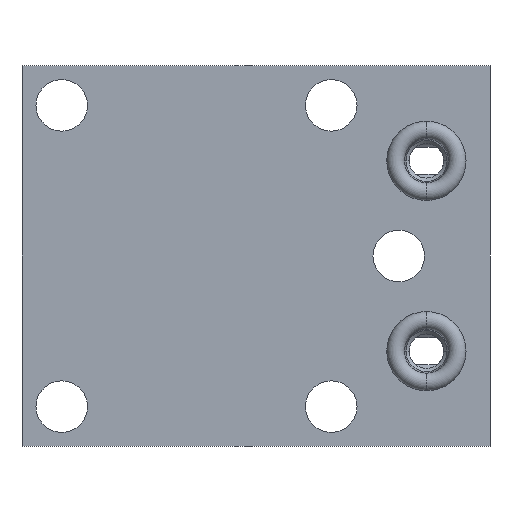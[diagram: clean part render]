
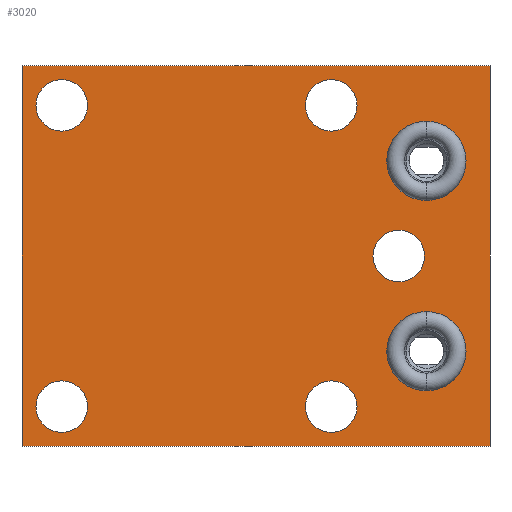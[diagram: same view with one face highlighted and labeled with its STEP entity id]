
A CAD part, left-side view. The second image highlights one B-rep face of the part: STEP entity #3020.
In plain terms, the highlighted planar face has unit normal (-1, 0, 0).
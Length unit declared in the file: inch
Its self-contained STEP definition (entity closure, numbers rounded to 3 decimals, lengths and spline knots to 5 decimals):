
#899=DIRECTION('',(0.,-1.,0.));
#900=VECTOR('',#899,3.688);
#901=CARTESIAN_POINT('',(-1.5,1.375,1.5));
#902=LINE('',#901,#900);
#906=DIRECTION('',(0.,0.,-1.));
#907=VECTOR('',#906,3.);
#908=CARTESIAN_POINT('',(-1.5,-2.313,1.5));
#909=LINE('',#908,#907);
#913=DIRECTION('',(0.,1.,0.));
#914=VECTOR('',#913,3.688);
#915=CARTESIAN_POINT('',(-1.5,-2.313,-1.5));
#916=LINE('',#915,#914);
#920=DIRECTION('',(0.,0.,1.));
#921=VECTOR('',#920,3.);
#922=CARTESIAN_POINT('',(-1.5,1.375,-1.5));
#923=LINE('',#922,#921);
#927=CARTESIAN_POINT('',(-1.5,1.062,1.187));
#928=DIRECTION('',(-1.,0.,0.));
#929=DIRECTION('',(0.,-1.,0.));
#930=AXIS2_PLACEMENT_3D('',#927,#928,#929);
#935=CARTESIAN_POINT('',(-1.5,1.062,1.187));
#936=DIRECTION('',(-1.,0.,0.));
#937=DIRECTION('',(0.,1.,0.));
#938=AXIS2_PLACEMENT_3D('',#935,#936,#937);
#943=CARTESIAN_POINT('',(-1.5,1.062,-1.187));
#944=DIRECTION('',(-1.,0.,0.));
#945=DIRECTION('',(0.,-1.,0.));
#946=AXIS2_PLACEMENT_3D('',#943,#944,#945);
#951=CARTESIAN_POINT('',(-1.5,1.062,-1.187));
#952=DIRECTION('',(-1.,0.,0.));
#953=DIRECTION('',(0.,1.,0.));
#954=AXIS2_PLACEMENT_3D('',#951,#952,#953);
#959=CARTESIAN_POINT('',(-1.5,-1.062,1.187));
#960=DIRECTION('',(-1.,0.,0.));
#961=DIRECTION('',(0.,-1.,0.));
#962=AXIS2_PLACEMENT_3D('',#959,#960,#961);
#967=CARTESIAN_POINT('',(-1.5,-1.062,1.187));
#968=DIRECTION('',(-1.,0.,0.));
#969=DIRECTION('',(0.,1.,0.));
#970=AXIS2_PLACEMENT_3D('',#967,#968,#969);
#975=CARTESIAN_POINT('',(-1.5,-1.062,-1.187));
#976=DIRECTION('',(-1.,0.,0.));
#977=DIRECTION('',(0.,-1.,0.));
#978=AXIS2_PLACEMENT_3D('',#975,#976,#977);
#983=CARTESIAN_POINT('',(-1.5,-1.062,-1.187));
#984=DIRECTION('',(-1.,0.,0.));
#985=DIRECTION('',(0.,1.,0.));
#986=AXIS2_PLACEMENT_3D('',#983,#984,#985);
#991=CARTESIAN_POINT('',(-1.5,-1.594,0.));
#992=DIRECTION('',(-1.,0.,0.));
#993=DIRECTION('',(0.,-1.,0.));
#994=AXIS2_PLACEMENT_3D('',#991,#992,#993);
#999=CARTESIAN_POINT('',(-1.5,-1.594,0.));
#1000=DIRECTION('',(-1.,0.,0.));
#1001=DIRECTION('',(0.,1.,0.));
#1002=AXIS2_PLACEMENT_3D('',#999,#1000,#1001);
#1007=CARTESIAN_POINT('',(-1.5,-1.812,0.75));
#1008=DIRECTION('',(1.,0.,0.));
#1009=DIRECTION('',(0.,1.,0.));
#1010=AXIS2_PLACEMENT_3D('',#1007,#1008,#1009);
#1015=CARTESIAN_POINT('',(-1.5,-1.812,0.75));
#1016=DIRECTION('',(1.,0.,0.));
#1017=DIRECTION('',(0.,-1.,0.));
#1018=AXIS2_PLACEMENT_3D('',#1015,#1016,#1017);
#1023=CARTESIAN_POINT('',(-1.5,-1.812,-0.75));
#1024=DIRECTION('',(1.,0.,0.));
#1025=DIRECTION('',(0.,1.,0.));
#1026=AXIS2_PLACEMENT_3D('',#1023,#1024,#1025);
#1031=CARTESIAN_POINT('',(-1.5,-1.812,-0.75));
#1032=DIRECTION('',(1.,0.,0.));
#1033=DIRECTION('',(0.,-1.,0.));
#1034=AXIS2_PLACEMENT_3D('',#1031,#1032,#1033);
#1974=CARTESIAN_POINT('',(-1.5,1.375,1.5));
#1975=CARTESIAN_POINT('',(-1.5,-2.313,1.5));
#1976=VERTEX_POINT('',#1974);
#1977=VERTEX_POINT('',#1975);
#1978=CARTESIAN_POINT('',(-1.5,-2.313,-1.5));
#1979=VERTEX_POINT('',#1978);
#1980=CARTESIAN_POINT('',(-1.5,1.375,-1.5));
#1981=VERTEX_POINT('',#1980);
#2002=CARTESIAN_POINT('',(-1.5,0.859,1.187));
#2003=CARTESIAN_POINT('',(-1.5,1.265,1.187));
#2004=VERTEX_POINT('',#2002);
#2005=VERTEX_POINT('',#2003);
#2014=CARTESIAN_POINT('',(-1.5,-1.4995,0.75));
#2015=CARTESIAN_POINT('',(-1.5,-2.1245,0.75));
#2016=VERTEX_POINT('',#2014);
#2017=VERTEX_POINT('',#2015);
#2034=CARTESIAN_POINT('',(-1.5,-1.4995,-0.75));
#2035=CARTESIAN_POINT('',(-1.5,-2.1245,-0.75));
#2036=VERTEX_POINT('',#2034);
#2037=VERTEX_POINT('',#2035);
#2168=CARTESIAN_POINT('',(-1.5,0.859,-1.187));
#2169=CARTESIAN_POINT('',(-1.5,1.265,-1.187));
#2170=VERTEX_POINT('',#2168);
#2171=VERTEX_POINT('',#2169);
#2176=CARTESIAN_POINT('',(-1.5,-1.265,1.187));
#2177=CARTESIAN_POINT('',(-1.5,-0.859,1.187));
#2178=VERTEX_POINT('',#2176);
#2179=VERTEX_POINT('',#2177);
#2184=CARTESIAN_POINT('',(-1.5,-1.265,-1.187));
#2185=CARTESIAN_POINT('',(-1.5,-0.859,-1.187));
#2186=VERTEX_POINT('',#2184);
#2187=VERTEX_POINT('',#2185);
#2192=CARTESIAN_POINT('',(-1.5,-1.797,0.));
#2193=CARTESIAN_POINT('',(-1.5,-1.391,0.));
#2194=VERTEX_POINT('',#2192);
#2195=VERTEX_POINT('',#2193);
#2965=CARTESIAN_POINT('',(-1.5,0.,0.));
#2966=DIRECTION('',(1.,0.,0.));
#2967=DIRECTION('',(0.,0.,-1.));
#2968=AXIS2_PLACEMENT_3D('',#2965,#2966,#2967);
#2969=PLANE('',#2968);
#2970=ORIENTED_EDGE('',*,*,#2958,.T.);
#2971=ORIENTED_EDGE('',*,*,#2402,.T.);
#2973=ORIENTED_EDGE('',*,*,#2972,.T.);
#2975=ORIENTED_EDGE('',*,*,#2974,.T.);
#2976=EDGE_LOOP('',(#2970,#2971,#2973,#2975));
#2977=FACE_OUTER_BOUND('',#2976,.F.);
#2979=ORIENTED_EDGE('',*,*,#2978,.T.);
#2981=ORIENTED_EDGE('',*,*,#2980,.T.);
#2982=EDGE_LOOP('',(#2979,#2981));
#2983=FACE_BOUND('',#2982,.F.);
#2985=ORIENTED_EDGE('',*,*,#2984,.T.);
#2987=ORIENTED_EDGE('',*,*,#2986,.T.);
#2988=EDGE_LOOP('',(#2985,#2987));
#2989=FACE_BOUND('',#2988,.F.);
#2991=ORIENTED_EDGE('',*,*,#2990,.T.);
#2993=ORIENTED_EDGE('',*,*,#2992,.T.);
#2994=EDGE_LOOP('',(#2991,#2993));
#2995=FACE_BOUND('',#2994,.F.);
#2997=ORIENTED_EDGE('',*,*,#2996,.T.);
#2999=ORIENTED_EDGE('',*,*,#2998,.T.);
#3000=EDGE_LOOP('',(#2997,#2999));
#3001=FACE_BOUND('',#3000,.F.);
#3003=ORIENTED_EDGE('',*,*,#3002,.T.);
#3005=ORIENTED_EDGE('',*,*,#3004,.T.);
#3006=EDGE_LOOP('',(#3003,#3005));
#3007=FACE_BOUND('',#3006,.F.);
#3009=ORIENTED_EDGE('',*,*,#3008,.F.);
#3011=ORIENTED_EDGE('',*,*,#3010,.F.);
#3012=EDGE_LOOP('',(#3009,#3011));
#3013=FACE_BOUND('',#3012,.F.);
#3015=ORIENTED_EDGE('',*,*,#3014,.F.);
#3017=ORIENTED_EDGE('',*,*,#3016,.F.);
#3018=EDGE_LOOP('',(#3015,#3017));
#3019=FACE_BOUND('',#3018,.F.);
#931=CIRCLE('',#930,0.203);
#939=CIRCLE('',#938,0.203);
#947=CIRCLE('',#946,0.203);
#955=CIRCLE('',#954,0.203);
#963=CIRCLE('',#962,0.203);
#971=CIRCLE('',#970,0.203);
#979=CIRCLE('',#978,0.203);
#987=CIRCLE('',#986,0.203);
#995=CIRCLE('',#994,0.203);
#1003=CIRCLE('',#1002,0.203);
#1011=CIRCLE('',#1010,0.3125);
#1019=CIRCLE('',#1018,0.3125);
#1027=CIRCLE('',#1026,0.3125);
#1035=CIRCLE('',#1034,0.3125);
#2402=EDGE_CURVE('',#1977,#1979,#909,.T.);
#2958=EDGE_CURVE('',#1976,#1977,#902,.T.);
#2972=EDGE_CURVE('',#1979,#1981,#916,.T.);
#2974=EDGE_CURVE('',#1981,#1976,#923,.T.);
#2978=EDGE_CURVE('',#2004,#2005,#931,.T.);
#2980=EDGE_CURVE('',#2005,#2004,#939,.T.);
#2984=EDGE_CURVE('',#2170,#2171,#947,.T.);
#2986=EDGE_CURVE('',#2171,#2170,#955,.T.);
#2990=EDGE_CURVE('',#2178,#2179,#963,.T.);
#2992=EDGE_CURVE('',#2179,#2178,#971,.T.);
#2996=EDGE_CURVE('',#2186,#2187,#979,.T.);
#2998=EDGE_CURVE('',#2187,#2186,#987,.T.);
#3002=EDGE_CURVE('',#2194,#2195,#995,.T.);
#3004=EDGE_CURVE('',#2195,#2194,#1003,.T.);
#3008=EDGE_CURVE('',#2016,#2017,#1011,.T.);
#3010=EDGE_CURVE('',#2017,#2016,#1019,.T.);
#3014=EDGE_CURVE('',#2036,#2037,#1027,.T.);
#3016=EDGE_CURVE('',#2037,#2036,#1035,.T.);
#3020=ADVANCED_FACE('',(#2977,#2983,#2989,#2995,#3001,#3007,#3013,#3019),#2969,
.F.);
